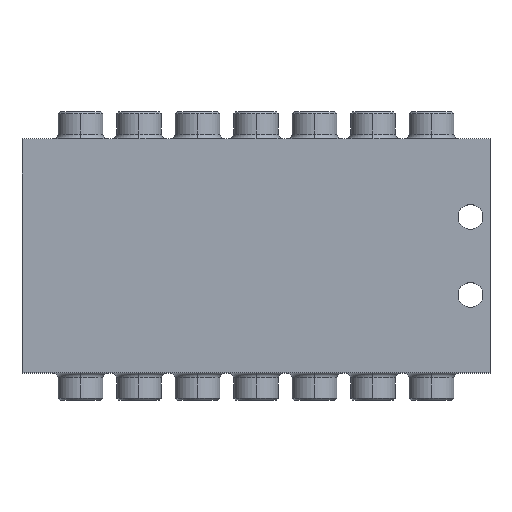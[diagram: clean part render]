
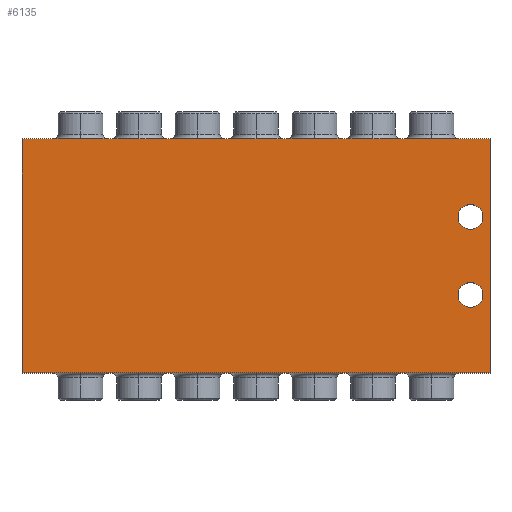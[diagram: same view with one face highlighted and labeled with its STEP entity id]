
A CAD part, top view. The second image highlights one B-rep face of the part: STEP entity #6135.
In plain terms, the highlighted planar face has unit normal (0, 0, 1).
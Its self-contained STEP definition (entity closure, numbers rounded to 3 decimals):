
#292 = VECTOR ( 'NONE', #2250, 1000. ) ;
#395 = EDGE_CURVE ( 'NONE', #7605, #6243, #1247, .T. ) ;
#501 = DIRECTION ( 'NONE',  ( 0., 0., 1. ) ) ;
#626 = LINE ( 'NONE', #7060, #292 ) ;
#641 = AXIS2_PLACEMENT_3D ( 'NONE', #4327, #836, #6455 ) ;
#658 = DIRECTION ( 'NONE',  ( 0., 0., 1. ) ) ;
#689 = CIRCLE ( 'NONE', #6193, 3.2 ) ;
#751 = FACE_BOUND ( 'NONE', #1991, .T. ) ;
#836 = DIRECTION ( 'NONE',  ( 0., 0., 1. ) ) ;
#1072 = VECTOR ( 'NONE', #7162, 1000. ) ;
#1172 = EDGE_LOOP ( 'NONE', ( #2910, #3492, #2762, #2911 ) ) ;
#1247 = LINE ( 'NONE', #4109, #4516 ) ;
#1316 = FACE_BOUND ( 'NONE', #3809, .T. ) ;
#1991 = EDGE_LOOP ( 'NONE', ( #4593, #7932 ) ) ;
#2223 = VERTEX_POINT ( 'NONE', #8342 ) ;
#2250 = DIRECTION ( 'NONE',  ( 0., -1., 0. ) ) ;
#2404 = ORIENTED_EDGE ( 'NONE', *, *, #8908, .F. ) ;
#2762 = ORIENTED_EDGE ( 'NONE', *, *, #3593, .T. ) ;
#2910 = ORIENTED_EDGE ( 'NONE', *, *, #7856, .T. ) ;
#2911 = ORIENTED_EDGE ( 'NONE', *, *, #7815, .T. ) ;
#3062 = DIRECTION ( 'NONE',  ( 0., 0., 1. ) ) ;
#3134 = DIRECTION ( 'NONE',  ( 0., 0., 1. ) ) ;
#3350 = CARTESIAN_POINT ( 'NONE',  ( -60., 30., 30. ) ) ;
#3463 = CARTESIAN_POINT ( 'NONE',  ( 58.2, 10., 30. ) ) ;
#3492 = ORIENTED_EDGE ( 'NONE', *, *, #395, .T. ) ;
#3593 = EDGE_CURVE ( 'NONE', #6243, #5648, #5855, .T. ) ;
#3775 = VERTEX_POINT ( 'NONE', #8494 ) ;
#3809 = EDGE_LOOP ( 'NONE', ( #2404, #8574 ) ) ;
#3995 = VECTOR ( 'NONE', #9034, 1000. ) ;
#4109 = CARTESIAN_POINT ( 'NONE',  ( -60., -30., 30. ) ) ;
#4125 = DIRECTION ( 'NONE',  ( 1., 0., 0. ) ) ;
#4327 = CARTESIAN_POINT ( 'NONE',  ( -60., -30., 30. ) ) ;
#4446 = CARTESIAN_POINT ( 'NONE',  ( 60., -30., 30. ) ) ;
#4494 = AXIS2_PLACEMENT_3D ( 'NONE', #9115, #658, #4125 ) ;
#4516 = VECTOR ( 'NONE', #6912, 1000. ) ;
#4593 = ORIENTED_EDGE ( 'NONE', *, *, #5216, .F. ) ;
#4834 = EDGE_CURVE ( 'NONE', #5893, #9006, #689, .T. ) ;
#5216 = EDGE_CURVE ( 'NONE', #3775, #2223, #7937, .T. ) ;
#5351 = CIRCLE ( 'NONE', #4494, 3.2 ) ;
#5648 = VERTEX_POINT ( 'NONE', #9071 ) ;
#5679 = PLANE ( 'NONE',  #641 ) ;
#5855 = LINE ( 'NONE', #7501, #3995 ) ;
#5893 = VERTEX_POINT ( 'NONE', #6527 ) ;
#5927 = CARTESIAN_POINT ( 'NONE',  ( 55., -10., 30. ) ) ;
#5999 = CIRCLE ( 'NONE', #8713, 3.2 ) ;
#6135 = ADVANCED_FACE ( 'NONE', ( #751, #1316, #7675 ), #5679, .T. ) ;
#6193 = AXIS2_PLACEMENT_3D ( 'NONE', #7345, #3134, #6617 ) ;
#6243 = VERTEX_POINT ( 'NONE', #4446 ) ;
#6455 = DIRECTION ( 'NONE',  ( 1., 0., 0. ) ) ;
#6527 = CARTESIAN_POINT ( 'NONE',  ( 51.8, 10., 30. ) ) ;
#6617 = DIRECTION ( 'NONE',  ( 1., 0., 0. ) ) ;
#6789 = AXIS2_PLACEMENT_3D ( 'NONE', #5927, #3062, #7211 ) ;
#6912 = DIRECTION ( 'NONE',  ( 1., 0., 0. ) ) ;
#7060 = CARTESIAN_POINT ( 'NONE',  ( -60., 30., 30. ) ) ;
#7162 = DIRECTION ( 'NONE',  ( -1., 0., 0. ) ) ;
#7211 = DIRECTION ( 'NONE',  ( 1., 0., 0. ) ) ;
#7345 = CARTESIAN_POINT ( 'NONE',  ( 55., 10., 30. ) ) ;
#7501 = CARTESIAN_POINT ( 'NONE',  ( 60., 30., 30. ) ) ;
#7604 = CARTESIAN_POINT ( 'NONE',  ( -60., -30., 30. ) ) ;
#7605 = VERTEX_POINT ( 'NONE', #7604 ) ;
#7674 = EDGE_CURVE ( 'NONE', #2223, #3775, #5351, .T. ) ;
#7675 = FACE_OUTER_BOUND ( 'NONE', #1172, .T. ) ;
#7815 = EDGE_CURVE ( 'NONE', #5648, #8875, #8554, .T. ) ;
#7856 = EDGE_CURVE ( 'NONE', #8875, #7605, #626, .T. ) ;
#7932 = ORIENTED_EDGE ( 'NONE', *, *, #7674, .F. ) ;
#7937 = CIRCLE ( 'NONE', #6789, 3.2 ) ;
#8284 = CARTESIAN_POINT ( 'NONE',  ( 55., 10., 30. ) ) ;
#8342 = CARTESIAN_POINT ( 'NONE',  ( 51.8, -10., 30. ) ) ;
#8494 = CARTESIAN_POINT ( 'NONE',  ( 58.2, -10., 30. ) ) ;
#8520 = CARTESIAN_POINT ( 'NONE',  ( -60., 30., 30. ) ) ;
#8554 = LINE ( 'NONE', #8520, #1072 ) ;
#8574 = ORIENTED_EDGE ( 'NONE', *, *, #4834, .F. ) ;
#8713 = AXIS2_PLACEMENT_3D ( 'NONE', #8284, #501, #8936 ) ;
#8875 = VERTEX_POINT ( 'NONE', #3350 ) ;
#8908 = EDGE_CURVE ( 'NONE', #9006, #5893, #5999, .T. ) ;
#8936 = DIRECTION ( 'NONE',  ( 1., 0., 0. ) ) ;
#9006 = VERTEX_POINT ( 'NONE', #3463 ) ;
#9034 = DIRECTION ( 'NONE',  ( 0., 1., 0. ) ) ;
#9071 = CARTESIAN_POINT ( 'NONE',  ( 60., 30., 30. ) ) ;
#9115 = CARTESIAN_POINT ( 'NONE',  ( 55., -10., 30. ) ) ;
